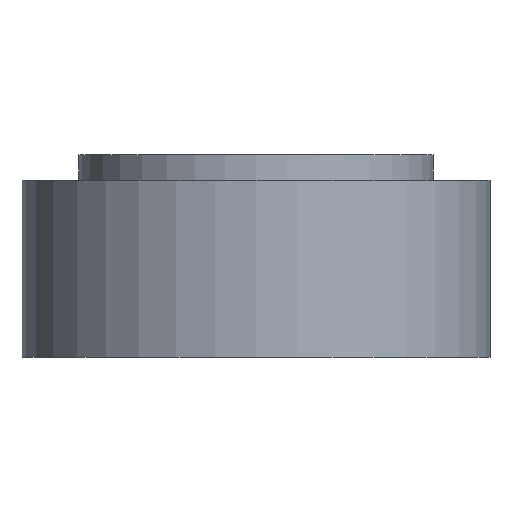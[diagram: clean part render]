
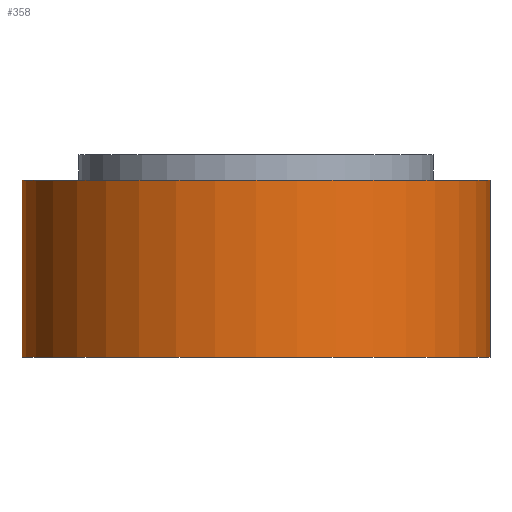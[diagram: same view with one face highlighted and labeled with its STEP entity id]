
A CAD part, front view. The second image highlights one B-rep face of the part: STEP entity #358.
In plain terms, the highlighted cylindrical face has radius 9.25 mm (diameter 18.5 mm), a partial arc.
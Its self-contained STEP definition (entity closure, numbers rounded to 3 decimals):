
#15 = EDGE_CURVE ( 'NONE', #502, #474, #509, .T. ) ;
#20 = AXIS2_PLACEMENT_3D ( 'NONE', #185, #230, #516 ) ;
#21 = CARTESIAN_POINT ( 'NONE',  ( 9.25, 0., 7. ) ) ;
#27 = EDGE_CURVE ( 'NONE', #269, #502, #279, .T. ) ;
#35 = LINE ( 'NONE', #411, #383 ) ;
#43 = FACE_OUTER_BOUND ( 'NONE', #441, .T. ) ;
#99 = DIRECTION ( 'NONE',  ( 0., 0., -1. ) ) ;
#106 = ORIENTED_EDGE ( 'NONE', *, *, #232, .T. ) ;
#133 = AXIS2_PLACEMENT_3D ( 'NONE', #215, #99, #393 ) ;
#145 = CARTESIAN_POINT ( 'NONE',  ( 9.25, 0., 0. ) ) ;
#163 = CARTESIAN_POINT ( 'NONE',  ( 0., 0., 7. ) ) ;
#185 = CARTESIAN_POINT ( 'NONE',  ( 0., 0., 0. ) ) ;
#215 = CARTESIAN_POINT ( 'NONE',  ( 0., 0., 7. ) ) ;
#230 = DIRECTION ( 'NONE',  ( 0., 0., 1. ) ) ;
#232 = EDGE_CURVE ( 'NONE', #269, #482, #35, .T. ) ;
#235 = VECTOR ( 'NONE', #328, 1000. ) ;
#237 = ORIENTED_EDGE ( 'NONE', *, *, #15, .F. ) ;
#245 = DIRECTION ( 'NONE',  ( 0., 0., -1. ) ) ;
#255 = CIRCLE ( 'NONE', #20, 9.25 ) ;
#269 = VERTEX_POINT ( 'NONE', #457 ) ;
#279 = CIRCLE ( 'NONE', #492, 9.25 ) ;
#285 = ORIENTED_EDGE ( 'NONE', *, *, #356, .T. ) ;
#328 = DIRECTION ( 'NONE',  ( 0., 0., -1. ) ) ;
#348 = CYLINDRICAL_SURFACE ( 'NONE', #133, 9.25 ) ;
#352 = DIRECTION ( 'NONE',  ( 0., 0., 1. ) ) ;
#356 = EDGE_CURVE ( 'NONE', #482, #474, #255, .T. ) ;
#358 = ADVANCED_FACE ( 'NONE', ( #43 ), #348, .T. ) ;
#383 = VECTOR ( 'NONE', #245, 1000. ) ;
#393 = DIRECTION ( 'NONE',  ( -1., 0., 0. ) ) ;
#411 = CARTESIAN_POINT ( 'NONE',  ( -9.25, 0., 7. ) ) ;
#441 = EDGE_LOOP ( 'NONE', ( #237, #491, #106, #285 ) ) ;
#455 = DIRECTION ( 'NONE',  ( 1., 0., 0. ) ) ;
#457 = CARTESIAN_POINT ( 'NONE',  ( -9.25, 0., 7. ) ) ;
#463 = CARTESIAN_POINT ( 'NONE',  ( 9.25, 0., 7. ) ) ;
#474 = VERTEX_POINT ( 'NONE', #145 ) ;
#482 = VERTEX_POINT ( 'NONE', #528 ) ;
#491 = ORIENTED_EDGE ( 'NONE', *, *, #27, .F. ) ;
#492 = AXIS2_PLACEMENT_3D ( 'NONE', #163, #352, #455 ) ;
#502 = VERTEX_POINT ( 'NONE', #21 ) ;
#509 = LINE ( 'NONE', #463, #235 ) ;
#516 = DIRECTION ( 'NONE',  ( 1., 0., 0. ) ) ;
#528 = CARTESIAN_POINT ( 'NONE',  ( -9.25, 0., 0. ) ) ;
